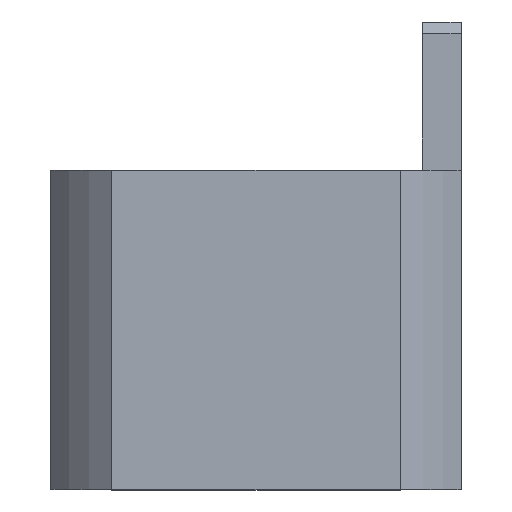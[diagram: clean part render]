
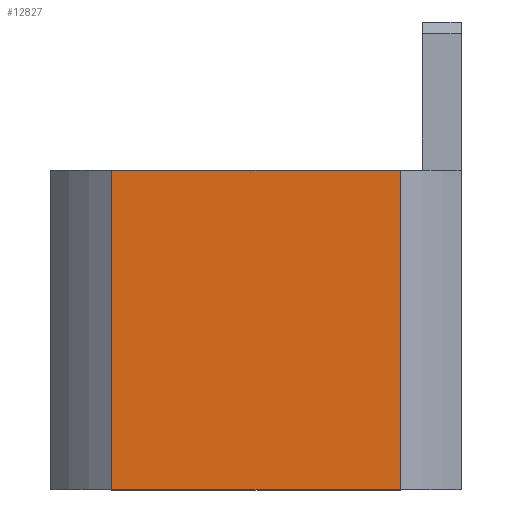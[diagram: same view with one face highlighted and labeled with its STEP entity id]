
A CAD part, top view. The second image highlights one B-rep face of the part: STEP entity #12827.
In plain terms, the highlighted planar face has unit normal (0, 0, 1).
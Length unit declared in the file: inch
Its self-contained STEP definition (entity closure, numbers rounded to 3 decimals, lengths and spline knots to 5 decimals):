
#124 = EDGE_CURVE ( 'NONE', #1157, #10044, #2560, .T. ) ;
#266 = DIRECTION ( 'NONE',  ( 0., -1., 0. ) ) ;
#389 = EDGE_LOOP ( 'NONE', ( #6553, #1813, #2869, #6273 ) ) ;
#664 = VECTOR ( 'NONE', #11445, 39.37008 ) ;
#1157 = VERTEX_POINT ( 'NONE', #12314 ) ;
#1425 = DIRECTION ( 'NONE',  ( 1., 0., 0. ) ) ;
#1813 = ORIENTED_EDGE ( 'NONE', *, *, #124, .T. ) ;
#1819 = CARTESIAN_POINT ( 'NONE',  ( 0.63246, 0.9, 0.9 ) ) ;
#2002 = FACE_OUTER_BOUND ( 'NONE', #389, .T. ) ;
#2155 = DIRECTION ( 'NONE',  ( 0., 0., 1. ) ) ;
#2345 = CARTESIAN_POINT ( 'NONE',  ( 0., 0., 0.9 ) ) ;
#2560 = LINE ( 'NONE', #2345, #8788 ) ;
#2869 = ORIENTED_EDGE ( 'NONE', *, *, #13631, .T. ) ;
#3646 = AXIS2_PLACEMENT_3D ( 'NONE', #10081, #2155, #5641 ) ;
#4615 = EDGE_CURVE ( 'NONE', #9241, #9582, #8952, .T. ) ;
#5420 = DIRECTION ( 'NONE',  ( 1., 0., 0. ) ) ;
#5641 = DIRECTION ( 'NONE',  ( 1., 0., 0. ) ) ;
#6273 = ORIENTED_EDGE ( 'NONE', *, *, #4615, .F. ) ;
#6377 = CARTESIAN_POINT ( 'NONE',  ( 0.63246, 1.4, 0.9 ) ) ;
#6553 = ORIENTED_EDGE ( 'NONE', *, *, #11373, .T. ) ;
#6610 = PLANE ( 'NONE',  #3646 ) ;
#6767 = CARTESIAN_POINT ( 'NONE',  ( 0.9, 1.4, 0.9 ) ) ;
#8516 = CARTESIAN_POINT ( 'NONE',  ( 0.63246, 0., 0.9 ) ) ;
#8788 = VECTOR ( 'NONE', #1425, 39.37008 ) ;
#8952 = LINE ( 'NONE', #6767, #9676 ) ;
#9241 = VERTEX_POINT ( 'NONE', #14462 ) ;
#9582 = VERTEX_POINT ( 'NONE', #6377 ) ;
#9676 = VECTOR ( 'NONE', #5420, 39.37008 ) ;
#9967 = LINE ( 'NONE', #1819, #664 ) ;
#10044 = VERTEX_POINT ( 'NONE', #8516 ) ;
#10081 = CARTESIAN_POINT ( 'NONE',  ( 0.9, 0., 0.9 ) ) ;
#11373 = EDGE_CURVE ( 'NONE', #9241, #1157, #11468, .T. ) ;
#11445 = DIRECTION ( 'NONE',  ( 0., 1., 0. ) ) ;
#11468 = LINE ( 'NONE', #12441, #12655 ) ;
#12314 = CARTESIAN_POINT ( 'NONE',  ( -0.63246, 0., 0.9 ) ) ;
#12441 = CARTESIAN_POINT ( 'NONE',  ( -0.63246, 0.9, 0.9 ) ) ;
#12655 = VECTOR ( 'NONE', #266, 39.37008 ) ;
#12827 = ADVANCED_FACE ( 'NONE', ( #2002 ), #6610, .T. ) ;
#13631 = EDGE_CURVE ( 'NONE', #10044, #9582, #9967, .T. ) ;
#14462 = CARTESIAN_POINT ( 'NONE',  ( -0.63246, 1.4, 0.9 ) ) ;
